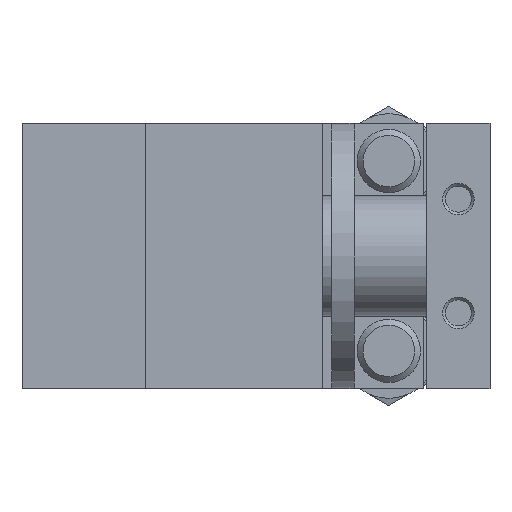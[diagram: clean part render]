
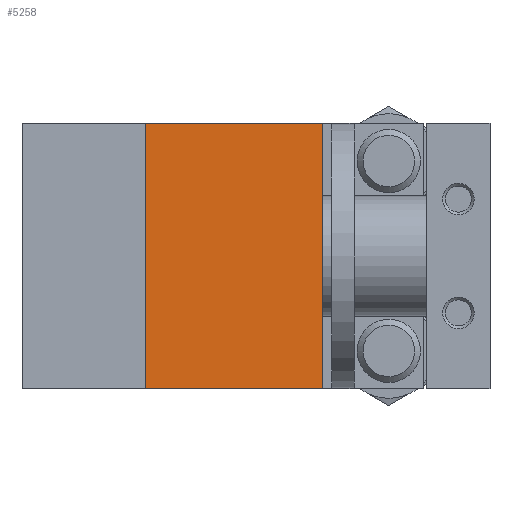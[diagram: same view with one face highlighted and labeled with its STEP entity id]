
A CAD part, left-side view. The second image highlights one B-rep face of the part: STEP entity #5258.
In plain terms, the highlighted face is planar.
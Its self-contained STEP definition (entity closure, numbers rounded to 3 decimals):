
#5202=CARTESIAN_POINT('',(88.0,19.5,-21.0));
#5203=VERTEX_POINT('',#5202);
#5210=CARTESIAN_POINT('',(88.0,19.5,21.0));
#5211=VERTEX_POINT('',#5210);
#5212=CARTESIAN_POINT('',(88.0,19.5,21.0));
#5213=DIRECTION('',(0.0,0.0,-1.0));
#5214=VECTOR('',#5213,42.0);
#5215=LINE('',#5212,#5214);
#5216=EDGE_CURVE('',#5211,#5203,#5215,.T.);
#5228=CARTESIAN_POINT('',(88.0,19.5,21.0));
#5229=DIRECTION('',(1.0,0.0,0.0));
#5230=DIRECTION('',(0.0,0.0,-1.0));
#5231=AXIS2_PLACEMENT_3D('',#5228,#5229,#5230);
#5232=PLANE('',#5231);
#5233=CARTESIAN_POINT('',(88.0,47.5,-21.0));
#5234=VERTEX_POINT('',#5233);
#5235=CARTESIAN_POINT('',(88.0,19.5,-21.0));
#5236=DIRECTION('',(0.0,1.0,0.0));
#5237=VECTOR('',#5236,28.0);
#5238=LINE('',#5235,#5237);
#5239=EDGE_CURVE('',#5203,#5234,#5238,.T.);
#5240=ORIENTED_EDGE('',*,*,#5239,.T.);
#5241=CARTESIAN_POINT('',(88.0,47.5,21.0));
#5242=VERTEX_POINT('',#5241);
#5243=CARTESIAN_POINT('',(88.0,47.5,21.0));
#5244=DIRECTION('',(0.0,0.0,-1.0));
#5245=VECTOR('',#5244,42.0);
#5246=LINE('',#5243,#5245);
#5247=EDGE_CURVE('',#5242,#5234,#5246,.T.);
#5248=ORIENTED_EDGE('',*,*,#5247,.F.);
#5249=CARTESIAN_POINT('',(88.0,19.5,21.0));
#5250=DIRECTION('',(0.0,1.0,0.0));
#5251=VECTOR('',#5250,28.0);
#5252=LINE('',#5249,#5251);
#5253=EDGE_CURVE('',#5211,#5242,#5252,.T.);
#5254=ORIENTED_EDGE('',*,*,#5253,.F.);
#5255=ORIENTED_EDGE('',*,*,#5216,.T.);
#5256=EDGE_LOOP('',(#5240,#5248,#5254,#5255));
#5257=FACE_OUTER_BOUND('',#5256,.T.);
#5258=ADVANCED_FACE('',(#5257),#5232,.T.);
